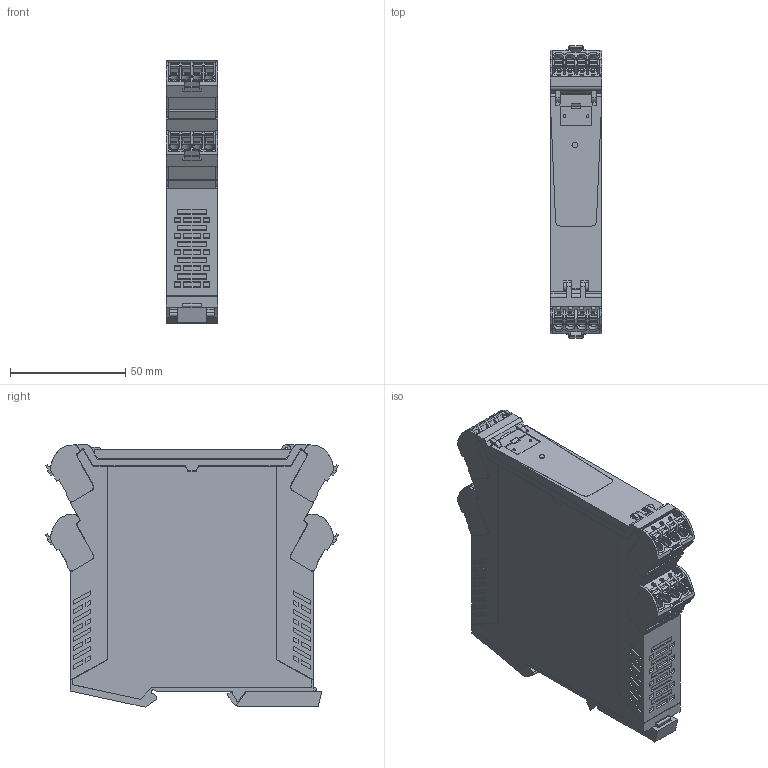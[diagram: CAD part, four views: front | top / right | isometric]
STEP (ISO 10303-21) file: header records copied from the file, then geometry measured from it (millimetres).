
FILE_DESCRIPTION(('CATIA V5R24 STEP','CAx-IF Rec.Pracs.--- Model Styling and Organization---1.2---2011-12-15'),'2;1');
FILE_NAME ('12652159_2', '2018-04-03T13:03:30+00:00', ('Weidmueller Interface'), ('Weidmueller'), 'CATIA Version 5-6 Release 2014 SP4', 'CATIA V5 STEP AP214', 'none');
FILE_SCHEMA(('AUTOMOTIVE_DESIGN { 1 0 10303 214 1 1 1 1 }'));
Products named in the file (1): 2456820000
Bounding box: 22.5 x 127.12 x 114.02 mm (x, y, z)
Volume: 261017.4 mm3; surface area: 62753 mm2
Topology: 41 solids, 41 shells, 2386 faces, 7083 edges, 4911 vertices
Faces by surface type: plane 1844, cylinder 345, cone 96, extrusion 65, torus 32, sphere 4
Entity records: 79511 total; most frequent: CARTESIAN_POINT 18034, ORIENTED_EDGE 14162, DIRECTION 9059, EDGE_CURVE 7074, VECTOR 5370, LINE 5305, VERTEX_POINT 4903, EDGE_LOOP 2540
